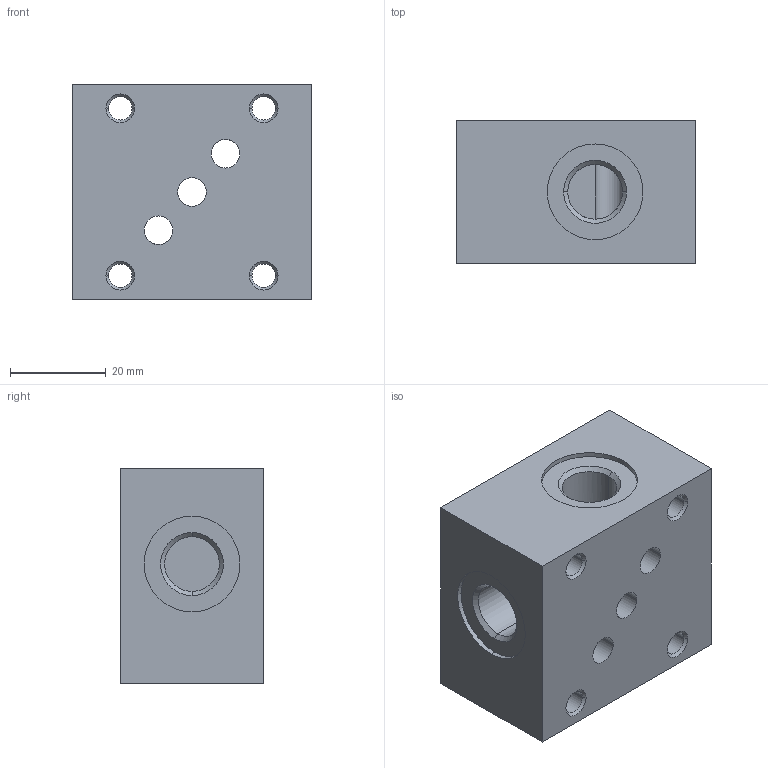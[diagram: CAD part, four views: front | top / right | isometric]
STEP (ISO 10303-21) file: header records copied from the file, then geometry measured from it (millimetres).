
FILE_DESCRIPTION((''),'2;1');
FILE_NAME('ILCM47094157','2006-06-22T',('KR'),(''),'PRO/ENGINEER BY PARAMETRIC TECHNOLOGY CORPORATION, 2004290','PRO/ENGINEER BY PARAMETRIC TECHNOLOGY CORPORATION, 2004290','');
FILE_SCHEMA(('AUTOMOTIVE_DESIGN_CC2 { 1 2 10303 214 -1 1 5 2 }'));
Length unit declared in the file: millimetre
Products named in the file (1): ILCM47094157
Bounding box: 50 x 30 x 45 mm (x, y, z)
Volume: 57655.7 mm3; surface area: 14679.8 mm2
Topology: 1 solids, 1 shells, 60 faces, 146 edges, 90 vertices
Faces by surface type: cylinder 26, cone 22, plane 12
Entity records: 2490 total; most frequent: CARTESIAN_POINT 431, DIRECTION 332, ORIENTED_EDGE 292, PRESENTATION_STYLE_ASSIGNMENT 147, STYLED_ITEM 147, CURVE_STYLE 146, EDGE_CURVE 146, AXIS2_PLACEMENT_3D 134
